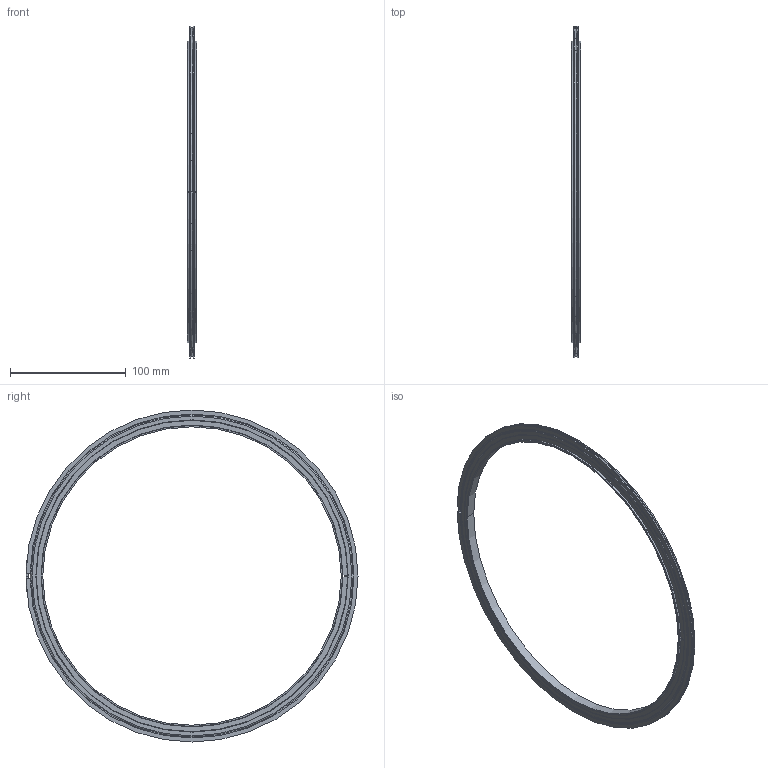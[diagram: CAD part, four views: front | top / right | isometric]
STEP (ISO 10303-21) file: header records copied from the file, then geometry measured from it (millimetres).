
FILE_DESCRIPTION((''),'2;1');
FILE_NAME('212-285.stp','2004-01-19T09:47:40',('KAA'),(''),'Autodesk Inventor (R) 6.0','Autodesk Inventor (R) 6.0','');
FILE_SCHEMA(('CONFIG_CONTROL_DESIGN'));
Length unit declared in the file: millimetre
Products named in the file (1): 212-285
Bounding box: 8 x 287 x 287 mm (x, y, z)
Volume: 7437.9 mm3; surface area: 48624.3 mm2
Topology: 1 solids, 1 shells, 72 faces, 203 edges, 129 vertices
Faces by surface type: cylinder 28, plane 18, torus 12, bspline 10, cone 4
Entity records: 2868 total; most frequent: CARTESIAN_POINT 861, DIRECTION 435, ORIENTED_EDGE 406, EDGE_CURVE 203, AXIS2_PLACEMENT_3D 185, VERTEX_POINT 129, CIRCLE 122, EDGE_LOOP 74
